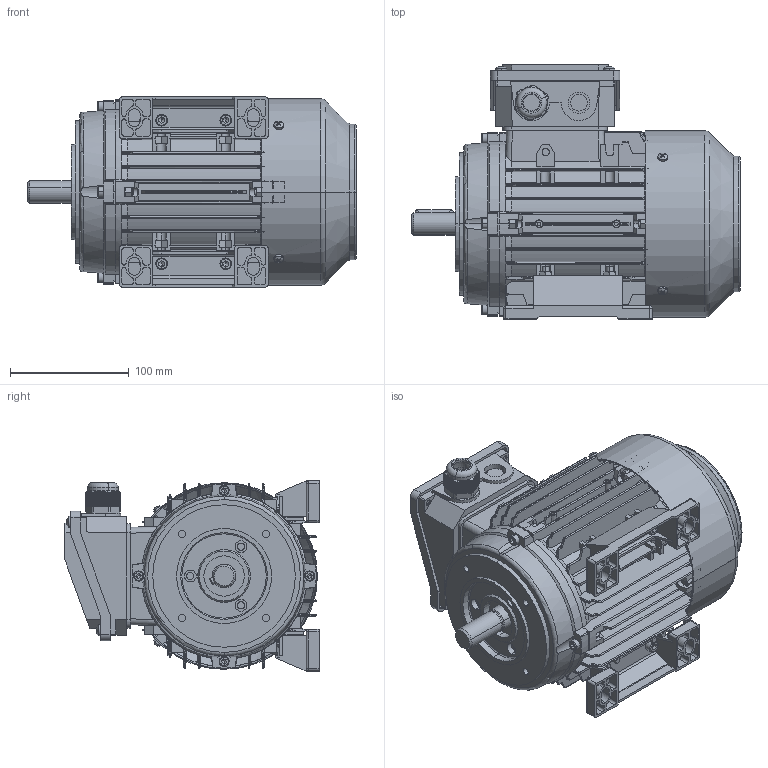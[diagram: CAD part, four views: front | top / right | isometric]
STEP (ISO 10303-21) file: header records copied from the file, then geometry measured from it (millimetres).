
FILE_DESCRIPTION (( 'STEP AP203' ), '1' );
FILE_NAME ('T80 B34蚾饜芞.STEP', '2015-04-06T08:05:54', ( 'USER' ), ( 'MS' ), 'SwSTEP 2.0', 'SolidWorks 2008', '' );
FILE_SCHEMA (( 'CONFIG_CONTROL_DESIGN' ));
Length unit declared in the file: millimetre
Products named in the file (18): T80机壳_默认; T80-90斜接线盒座_默认; TA80-90斜接线盒盖_默认; 80-100出线螺套_默认; Hexagon nuts grade C GB_GB_FASTENER_NUT_SNC1 M5-N; Plain parallel keys_GB_CONNECTING_PIECE_KEYS_CSK 6X32; Hexagon socket head cap screws GB_GB_FASTENER_SCREWS_HSHCS M6X20-N; T80 B34蚾饜芞; T80底脚_默认; TA80风罩_默认; TA80转轴_默认; TA80后端盖1_默认; 风叶_默认; Cross recessed thread forming screws GB_GB_CROSS_SCREWS_TYPE138 M5X12-N; Cross recessed thread forming screws GB_GB_CROSS_SCREWS_TYPE138 M4X12-N; Hexagon socket head cap screws GB_GB_FASTENER_SCREWS_HSHCS M5X25-N; Hexagon nuts grade C GB_GB_FASTENER_NUT_SNC1 M6-N; TA80 B14端盖1_默认
Assembly tree (44 placements, depth 2):
  T80 B34蚾饜芞
    T80机壳_默认
    80-100出线螺套_默认
    Hexagon nuts grade C GB_GB_FASTENER_NUT_SNC1 M5-N  x8
    Cross recessed thread forming screws GB_GB_CROSS_SCREWS_TYPE138 M4X12-N  x4
    Hexagon socket head cap screws GB_GB_FASTENER_SCREWS_HSHCS M5X25-N  x8
    TA80转轴_默认
    T80-90斜接线盒座_默认
    Hexagon socket head cap screws GB_GB_FASTENER_SCREWS_HSHCS M6X20-N  x4
    TA80 B14端盖1_默认
    Cross recessed thread forming screws GB_GB_CROSS_SCREWS_TYPE138 M5X12-N  x4
    风叶_默认
    Hexagon nuts grade C GB_GB_FASTENER_NUT_SNC1 M6-N  x4
    T80底脚_默认  x2
    TA80-90斜接线盒盖_默认
    TA80风罩_默认
    Plain parallel keys_GB_CONNECTING_PIECE_KEYS_CSK 6X32
    TA80后端盖1_默认
Bounding box: 277 x 214 x 160 mm (x, y, z)
Volume: 922985 mm3; surface area: 639444 mm2
Topology: 44 solids, 44 shells, 4082 faces, 10631 edges, 6706 vertices
Faces by surface type: plane 2186, cylinder 1089, cone 314, bspline 226, torus 151, sphere 116
Entity records: 115915 total; most frequent: CARTESIAN_POINT 31858, ORIENTED_EDGE 17804, DIRECTION 15912, EDGE_CURVE 8902, VERTEX_POINT 5658, AXIS2_PLACEMENT_3D 5431, VECTOR 5050, LINE 5050
